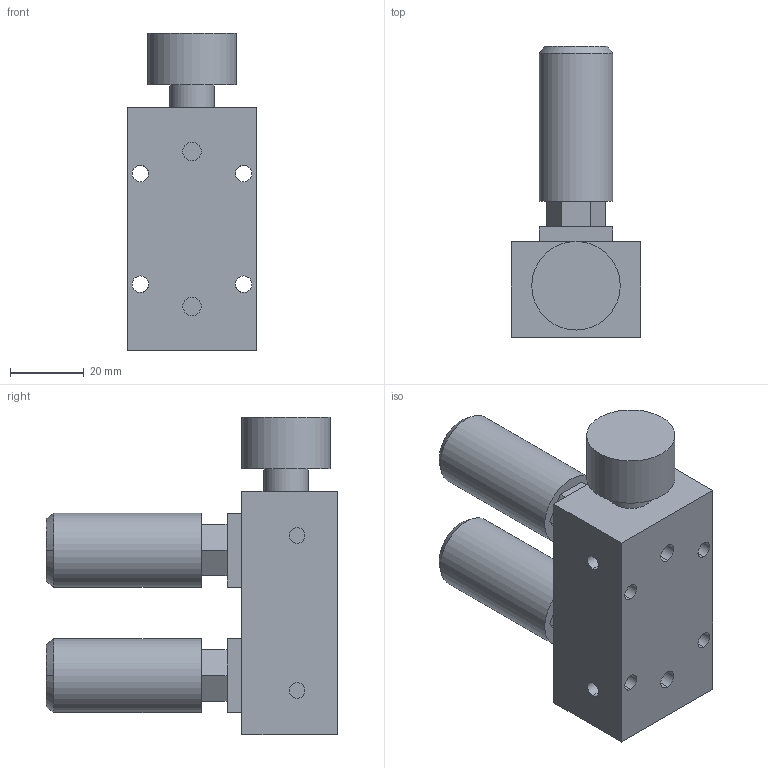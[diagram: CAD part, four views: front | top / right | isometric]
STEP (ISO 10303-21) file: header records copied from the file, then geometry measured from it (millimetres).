
FILE_DESCRIPTION (( 'STEP AP203' ), '1' );
FILE_NAME ('250708 STEP 3-400370-01_10589.STEP', '2025-07-08T10:51:40', ( '' ), ( '' ), 'SwSTEP 2.0', 'SolidWorks 2024', '' );
FILE_SCHEMA (( 'CONFIG_CONTROL_DESIGN' ));
Length unit declared in the file: millimetre
Products named in the file (1): 250708 STEP 3-400370-01_10589
Bounding box: 35 x 78.99 x 86 mm (x, y, z)
Volume: 89256.2 mm3; surface area: 26264.1 mm2
Topology: 1 solids, 1 shells, 232 faces, 633 edges, 421 vertices
Faces by surface type: plane 101, bspline 75, cylinder 40, cone 16
Full cylindrical faces by diameter (mm): 12 x1, 20 x2, 24 x1
Entity records: 11867 total; most frequent: CARTESIAN_POINT 6428, ORIENTED_EDGE 1252, DIRECTION 834, EDGE_CURVE 626, VERTEX_POINT 418, LINE 346, VECTOR 346, EDGE_LOOP 274
